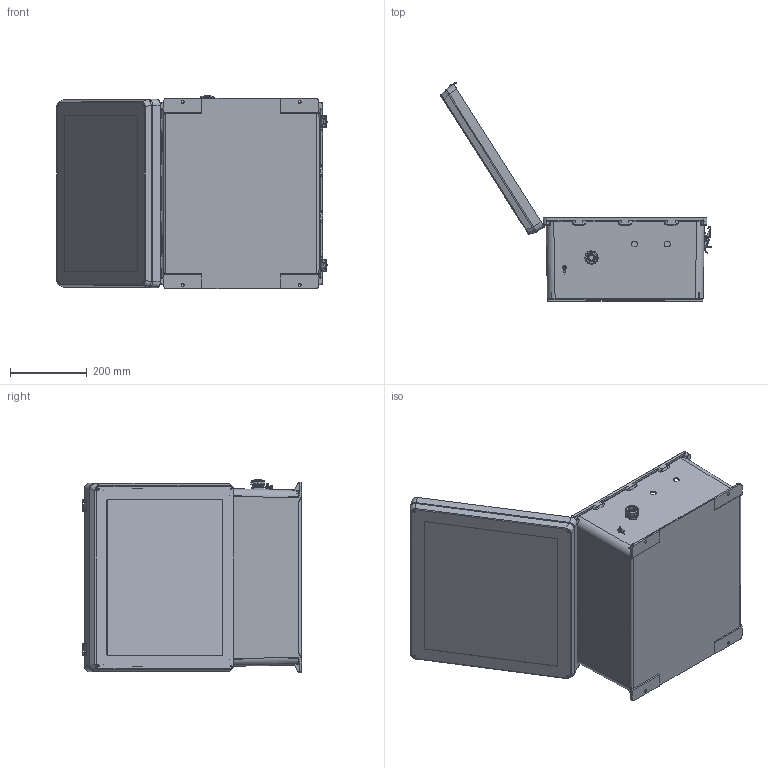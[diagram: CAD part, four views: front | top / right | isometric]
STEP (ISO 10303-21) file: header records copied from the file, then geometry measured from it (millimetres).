
FILE_DESCRIPTION (( 'STEP AP214' ), '1' );
FILE_NAME ('NBW181608-000DR.STEP', '2012-11-16T15:22:06', ( 'x' ), ( '' ), 'SwSTEP 2.0', 'SolidWorks 2012', '' );
FILE_SCHEMA (( 'AUTOMOTIVE_DESIGN' ));
Length unit declared in the file: inch
Products named in the file (17): NB 18 DinGroundWire; 1BE04-023; NBW181608_ClearDoorInsert; XFS-0026; XFW-0002; XCT-0005; XC-0003; XFN-0003; XCT-0010; XCT-0011; 10-32 NEMA PLATE SCREW; NB181608-DoorClasp-2; NB181608-DoorClasp-1; NBW181608-Lid; NB181608-Hinge; NB181608-Box; NBW181608-000DR
Assembly tree (28 placements, depth 2):
  NBW181608-000DR
    NB181608-Box
    NB181608-Hinge  x2
    NBW181608-Lid
    NB181608-DoorClasp-1  x2
    NB181608-DoorClasp-2  x2
    10-32 NEMA PLATE SCREW  x4
    XCT-0011
    XCT-0010
    XFN-0003  x2
    XC-0003
    XCT-0005
    XFW-0002  x5
    XFS-0026
    NBW181608_ClearDoorInsert
    1BE04-023  x2
    NB 18 DinGroundWire
Bounding box: 703.32 x 571.16 x 502.84 mm (x, y, z)
Volume: 3636776.1 mm3; surface area: 1935311.2 mm2
Topology: 34 solids, 35 shells, 3492 faces, 8833 edges, 5437 vertices
Faces by surface type: cylinder 1226, plane 1000, cone 845, torus 249, bspline 172
Entity records: 88334 total; most frequent: CARTESIAN_POINT 23678, ORIENTED_EDGE 11382, DIRECTION 11221, EDGE_CURVE 5691, AXIS2_PLACEMENT_3D 4233, VERTEX_POINT 3468, LINE 2755, VECTOR 2755
